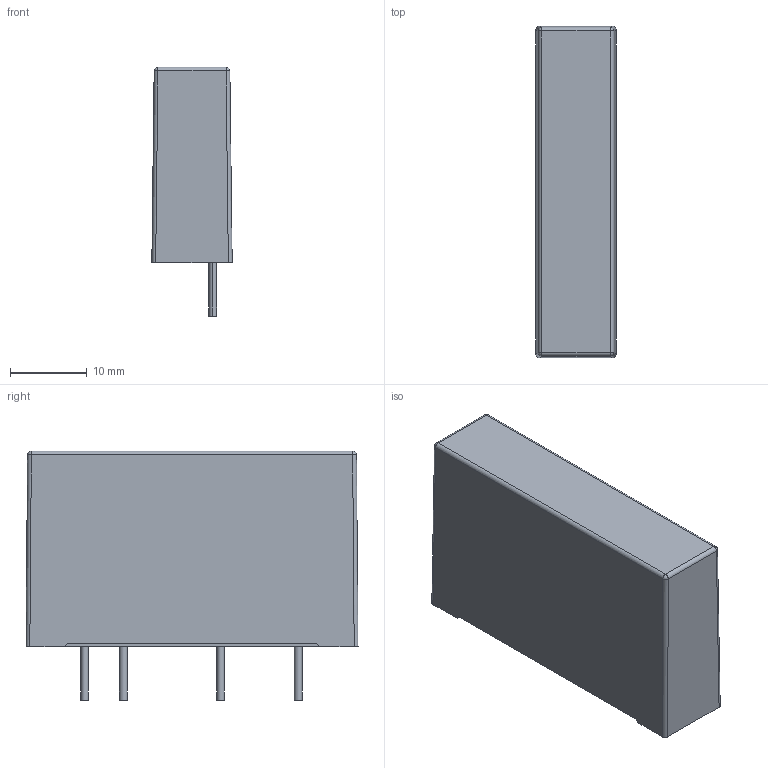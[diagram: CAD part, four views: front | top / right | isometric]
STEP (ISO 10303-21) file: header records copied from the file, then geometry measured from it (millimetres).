
FILE_DESCRIPTION((''),'2;1');
FILE_NAME('CGI1413-00.stp','2018-03-08T10:22:01',(''),(''),'Mechanical Desktop 2011','Mechanical Desktop 2011',', , ');
FILE_SCHEMA(('AUTOMOTIVE_DESIGN { 1 2 10303 214 1 1 1 1 }'));
Length unit declared in the file: millimetre
Products named in the file (2): Product; CGI1413-00-3D
Bounding box: 10.5 x 43.4 x 32.64 mm (x, y, z)
Volume: 11236.3 mm3; surface area: 3654 mm2
Topology: 1 solids, 5 shells, 176 faces, 466 edges, 304 vertices
Faces by surface type: plane 148, cylinder 16, cone 8, sphere 4
Entity records: 5413 total; most frequent: CARTESIAN_POINT 948, ORIENTED_EDGE 932, DIRECTION 862, EDGE_CURVE 466, VECTOR 426, LINE 426, VERTEX_POINT 304, AXIS2_PLACEMENT_3D 218
